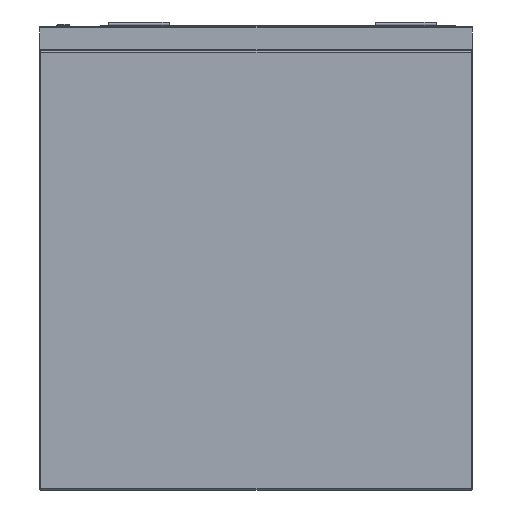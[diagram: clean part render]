
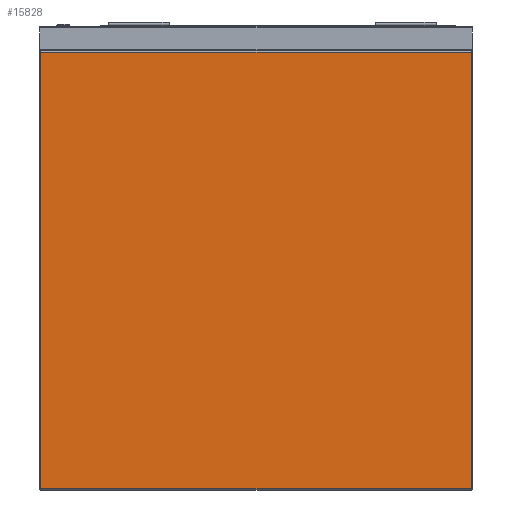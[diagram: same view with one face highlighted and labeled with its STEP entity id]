
A CAD part, left-side view. The second image highlights one B-rep face of the part: STEP entity #15828.
In plain terms, the highlighted planar face has unit normal (-1, 0, 0).
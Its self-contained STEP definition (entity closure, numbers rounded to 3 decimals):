
#227 = CARTESIAN_POINT ( 'NONE',  ( -1030., 353., -758. ) ) ;
#668 = LINE ( 'NONE', #11962, #13366 ) ;
#1088 = CARTESIAN_POINT ( 'NONE',  ( -1030., -353., -42. ) ) ;
#1540 = AXIS2_PLACEMENT_3D ( 'NONE', #15258, #15463, #18656 ) ;
#2609 = LINE ( 'NONE', #15259, #17711 ) ;
#3864 = CARTESIAN_POINT ( 'NONE',  ( -1030., -355., -758. ) ) ;
#4063 = PLANE ( 'NONE',  #1540 ) ;
#4520 = EDGE_CURVE ( 'NONE', #6856, #9044, #11749, .T. ) ;
#5000 = EDGE_CURVE ( 'NONE', #14942, #10079, #668, .T. ) ;
#5323 = DIRECTION ( 'NONE',  ( 0., -1., 0. ) ) ;
#6479 = LINE ( 'NONE', #17438, #14971 ) ;
#6576 = DIRECTION ( 'NONE',  ( 0., 0., 1. ) ) ;
#6638 = EDGE_CURVE ( 'NONE', #10079, #6856, #2609, .T. ) ;
#6681 = ORIENTED_EDGE ( 'NONE', *, *, #11252, .T. ) ;
#6856 = VERTEX_POINT ( 'NONE', #227 ) ;
#7362 = VECTOR ( 'NONE', #5323, 1000. ) ;
#8651 = DIRECTION ( 'NONE',  ( 0., 1., 0. ) ) ;
#9044 = VERTEX_POINT ( 'NONE', #17073 ) ;
#10079 = VERTEX_POINT ( 'NONE', #19701 ) ;
#10589 = DIRECTION ( 'NONE',  ( 0., 0., -1. ) ) ;
#11222 = ORIENTED_EDGE ( 'NONE', *, *, #5000, .T. ) ;
#11252 = EDGE_CURVE ( 'NONE', #9044, #14942, #6479, .T. ) ;
#11749 = LINE ( 'NONE', #3864, #7362 ) ;
#11942 = FACE_OUTER_BOUND ( 'NONE', #19341, .T. ) ;
#11962 = CARTESIAN_POINT ( 'NONE',  ( -1030., 355., -42. ) ) ;
#13366 = VECTOR ( 'NONE', #8651, 1000. ) ;
#14942 = VERTEX_POINT ( 'NONE', #1088 ) ;
#14971 = VECTOR ( 'NONE', #6576, 1000. ) ;
#15258 = CARTESIAN_POINT ( 'NONE',  ( -1030., -355., -760. ) ) ;
#15259 = CARTESIAN_POINT ( 'NONE',  ( -1030., 353., -760. ) ) ;
#15463 = DIRECTION ( 'NONE',  ( -1., 0., 0. ) ) ;
#15828 = ADVANCED_FACE ( 'Fl�che7', ( #11942 ), #4063, .T. ) ;
#16728 = ORIENTED_EDGE ( 'NONE', *, *, #6638, .T. ) ;
#17073 = CARTESIAN_POINT ( 'NONE',  ( -1030., -353., -758. ) ) ;
#17438 = CARTESIAN_POINT ( 'NONE',  ( -1030., -353., -760. ) ) ;
#17711 = VECTOR ( 'NONE', #10589, 1000. ) ;
#18656 = DIRECTION ( 'NONE',  ( 0., 0., 1. ) ) ;
#18756 = ORIENTED_EDGE ( 'NONE', *, *, #4520, .T. ) ;
#19341 = EDGE_LOOP ( 'NONE', ( #6681, #11222, #16728, #18756 ) ) ;
#19701 = CARTESIAN_POINT ( 'NONE',  ( -1030., 353., -42. ) ) ;
